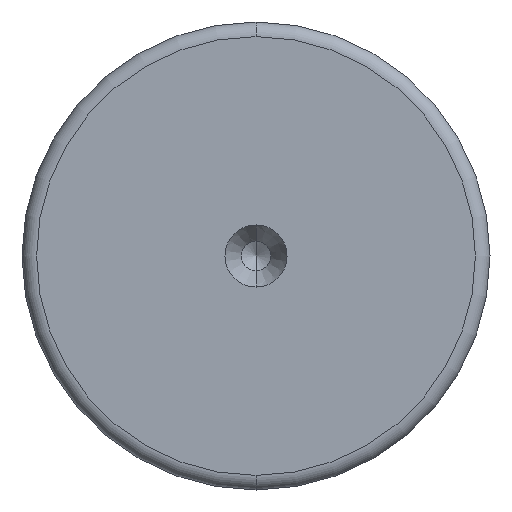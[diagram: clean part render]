
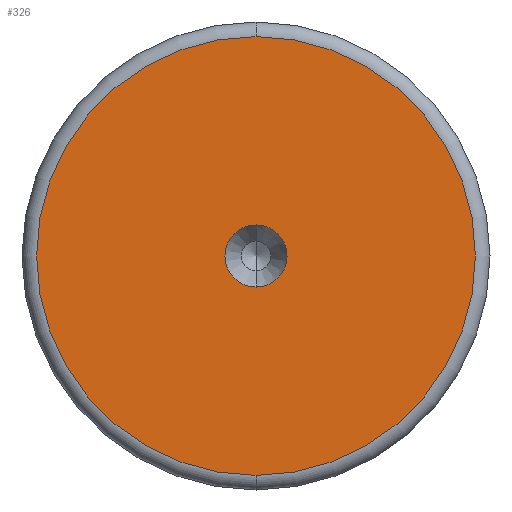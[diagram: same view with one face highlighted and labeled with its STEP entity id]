
A CAD part, front view. The second image highlights one B-rep face of the part: STEP entity #326.
In plain terms, the highlighted planar face has unit normal (0, -1, 0).
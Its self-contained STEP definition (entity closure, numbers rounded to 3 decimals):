
#13 = CARTESIAN_POINT ( 'NONE',  ( 0., 0., -2.125 ) ) ;
#24 = VERTEX_POINT ( 'NONE', #645 ) ;
#96 = VERTEX_POINT ( 'NONE', #561 ) ;
#130 = VERTEX_POINT ( 'NONE', #168 ) ;
#159 = CIRCLE ( 'NONE', #586, 2.125 ) ;
#168 = CARTESIAN_POINT ( 'NONE',  ( 0., 0., 2.125 ) ) ;
#171 = VERTEX_POINT ( 'NONE', #13 ) ;
#194 = DIRECTION ( 'NONE',  ( 0., 0., 1. ) ) ;
#195 = DIRECTION ( 'NONE',  ( 0., 1., 0. ) ) ;
#196 = CARTESIAN_POINT ( 'NONE',  ( 0., 0., 0. ) ) ;
#197 = ORIENTED_EDGE ( 'NONE', *, *, #802, .F. ) ;
#200 = ORIENTED_EDGE ( 'NONE', *, *, #714, .F. ) ;
#205 = ORIENTED_EDGE ( 'NONE', *, *, #787, .T. ) ;
#209 = CIRCLE ( 'NONE', #571, 15. ) ;
#213 = ORIENTED_EDGE ( 'NONE', *, *, #715, .T. ) ;
#224 = CIRCLE ( 'NONE', #635, 2.125 ) ;
#246 = DIRECTION ( 'NONE',  ( 0., 0., 1. ) ) ;
#247 = DIRECTION ( 'NONE',  ( 0., 1., 0. ) ) ;
#250 = CARTESIAN_POINT ( 'NONE',  ( 0., 0., 0. ) ) ;
#259 = EDGE_LOOP ( 'NONE', ( #197, #200 ) ) ;
#270 = CIRCLE ( 'NONE', #637, 15. ) ;
#326 = ADVANCED_FACE ( 'NONE', ( #479, #492 ), #691, .F. ) ;
#425 = EDGE_LOOP ( 'NONE', ( #205, #213 ) ) ;
#479 = FACE_OUTER_BOUND ( 'NONE', #259, .T. ) ;
#483 = CARTESIAN_POINT ( 'NONE',  ( 2.125, 0., 0. ) ) ;
#492 = FACE_BOUND ( 'NONE', #425, .T. ) ;
#499 = DIRECTION ( 'NONE',  ( 0., 0., 1. ) ) ;
#500 = DIRECTION ( 'NONE',  ( 0., 1., 0. ) ) ;
#504 = CARTESIAN_POINT ( 'NONE',  ( 0., 0., 0. ) ) ;
#505 = DIRECTION ( 'NONE',  ( 0., 0., 1. ) ) ;
#510 = DIRECTION ( 'NONE',  ( 0., 1., 0. ) ) ;
#511 = CARTESIAN_POINT ( 'NONE',  ( 0., 0., 0. ) ) ;
#561 = CARTESIAN_POINT ( 'NONE',  ( 0., 0., -15. ) ) ;
#571 = AXIS2_PLACEMENT_3D ( 'NONE', #196, #195, #194 ) ;
#586 = AXIS2_PLACEMENT_3D ( 'NONE', #250, #247, #246 ) ;
#635 = AXIS2_PLACEMENT_3D ( 'NONE', #504, #500, #499 ) ;
#637 = AXIS2_PLACEMENT_3D ( 'NONE', #511, #510, #505 ) ;
#645 = CARTESIAN_POINT ( 'NONE',  ( 0., 0., 15. ) ) ;
#659 = AXIS2_PLACEMENT_3D ( 'NONE', #483, #712, #730 ) ;
#691 = PLANE ( 'NONE',  #659 ) ;
#712 = DIRECTION ( 'NONE',  ( 0., 1., 0. ) ) ;
#714 = EDGE_CURVE ( 'NONE', #96, #24, #270, .T. ) ;
#715 = EDGE_CURVE ( 'NONE', #130, #171, #224, .T. ) ;
#730 = DIRECTION ( 'NONE',  ( 0., 0., 1. ) ) ;
#787 = EDGE_CURVE ( 'NONE', #171, #130, #159, .T. ) ;
#802 = EDGE_CURVE ( 'NONE', #24, #96, #209, .T. ) ;
